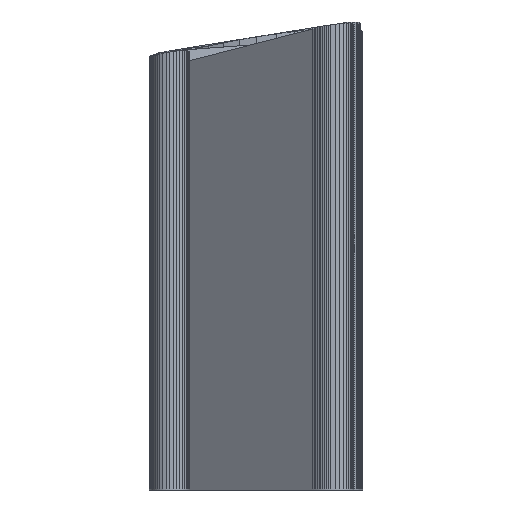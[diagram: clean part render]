
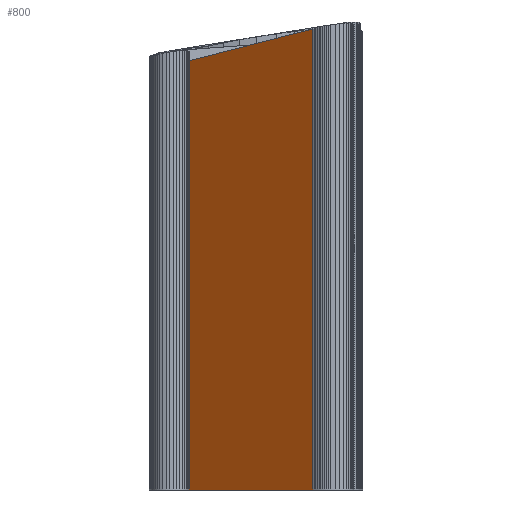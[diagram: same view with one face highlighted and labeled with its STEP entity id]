
A CAD part, front view. The second image highlights one B-rep face of the part: STEP entity #800.
In plain terms, the highlighted planar face has unit normal (-0.646, -0.763, 0).
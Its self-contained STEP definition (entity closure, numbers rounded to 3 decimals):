
#76=CARTESIAN_POINT('Line Origine',(-5.499,-3.234,0.)) ;
#80=CARTESIAN_POINT('Vertex',(-6.543,-2.349,0.)) ;
#82=CARTESIAN_POINT('Vertex',(-4.455,-4.118,0.)) ;
#767=CARTESIAN_POINT('Axis2P3D Location',(-6.543,-2.349,0.)) ;
#772=CARTESIAN_POINT('Line Origine',(-6.543,-2.349,3.624)) ;
#776=CARTESIAN_POINT('Vertex',(-6.543,-2.349,7.247)) ;
#779=CARTESIAN_POINT('Line Origine',(-4.455,-4.118,3.892)) ;
#783=CARTESIAN_POINT('Vertex',(-4.455,-4.118,7.783)) ;
#787=CARTESIAN_POINT('Control Point',(-6.543,-2.349,7.247)) ;
#788=CARTESIAN_POINT('Control Point',(-6.124,-2.704,7.344)) ;
#789=CARTESIAN_POINT('Control Point',(-5.705,-3.059,7.446)) ;
#790=CARTESIAN_POINT('Control Point',(-5.288,-3.412,7.553)) ;
#791=CARTESIAN_POINT('Control Point',(-4.871,-3.765,7.665)) ;
#792=CARTESIAN_POINT('Control Point',(-4.455,-4.118,7.783)) ;
#77=DIRECTION('Vector Direction',(0.763,-0.646,0.)) ;
#768=DIRECTION('Axis2P3D Direction',(-0.646,-0.763,0.)) ;
#769=DIRECTION('Axis2P3D XDirection',(0.763,-0.646,0.)) ;
#773=DIRECTION('Vector Direction',(0.,0.,1.)) ;
#780=DIRECTION('Vector Direction',(0.,0.,1.)) ;
#770=AXIS2_PLACEMENT_3D('Plane Axis2P3D',#767,#768,#769) ;
#795=ORIENTED_EDGE('',*,*,#778,.F.) ;
#796=ORIENTED_EDGE('',*,*,#84,.T.) ;
#797=ORIENTED_EDGE('',*,*,#785,.T.) ;
#798=ORIENTED_EDGE('',*,*,#793,.F.) ;
#78=VECTOR('Line Direction',#77,1.) ;
#774=VECTOR('Line Direction',#773,1.) ;
#781=VECTOR('Line Direction',#780,1.) ;
#800=ADVANCED_FACE('PartBody',(#799),#771,.T.) ;
#786=B_SPLINE_CURVE_WITH_KNOTS('',5,(#787,#788,#789,#790,#791,#792),.UNSPECIFIED.,.F.,.U.,(6,6),(0.,3.943),.UNSPECIFIED.) ;
#84=EDGE_CURVE('',#81,#83,#79,.T.) ;
#778=EDGE_CURVE('',#81,#777,#775,.T.) ;
#785=EDGE_CURVE('',#83,#784,#782,.T.) ;
#793=EDGE_CURVE('',#777,#784,#786,.T.) ;
#794=EDGE_LOOP('',(#795,#796,#797,#798)) ;
#799=FACE_OUTER_BOUND('',#794,.T.) ;
#79=LINE('Line',#76,#78) ;
#775=LINE('Line',#772,#774) ;
#782=LINE('Line',#779,#781) ;
#771=PLANE('Plane',#770) ;
#81=VERTEX_POINT('',#80) ;
#83=VERTEX_POINT('',#82) ;
#777=VERTEX_POINT('',#776) ;
#784=VERTEX_POINT('',#783) ;
